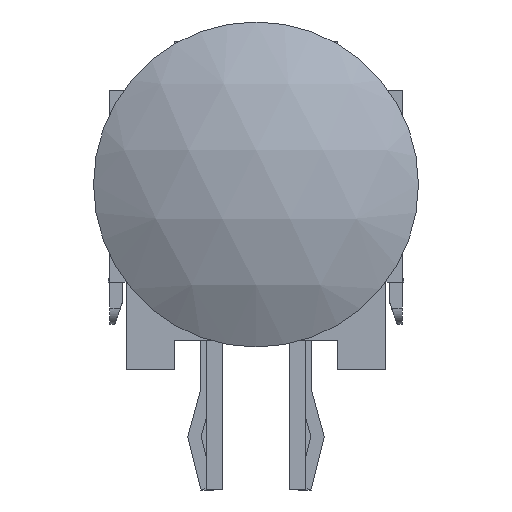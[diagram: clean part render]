
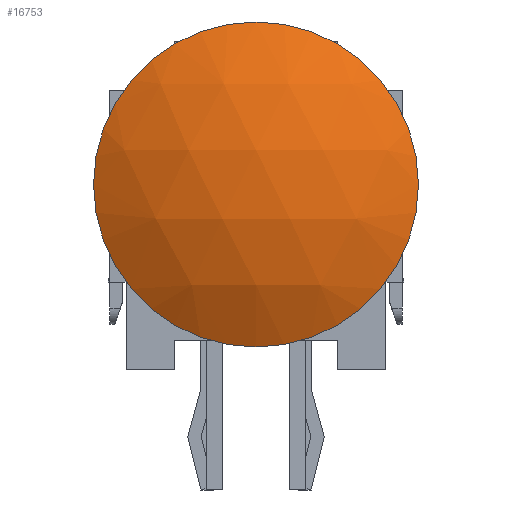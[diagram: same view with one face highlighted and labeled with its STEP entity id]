
A CAD part, left-side view. The second image highlights one B-rep face of the part: STEP entity #16753.
In plain terms, the highlighted spherical face has radius 9.629 mm.
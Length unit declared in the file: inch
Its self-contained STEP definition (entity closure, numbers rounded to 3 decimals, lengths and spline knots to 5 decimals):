
#16733=CARTESIAN_POINT('',(-0.72244,0.19685,0.11813));
#16734=VERTEX_POINT('',#16733);
#16735=CARTESIAN_POINT('',(-0.72244,0.,0.11813));
#16736=DIRECTION('',(1.0,0.0,0.0));
#16737=DIRECTION('',(0.0,1.0,0.0));
#16738=AXIS2_PLACEMENT_3D('',#16735,#16736,#16737);
#16739=CIRCLE('',#16738,0.19685);
#16740=EDGE_CURVE('',#16734,#16734,#16739,.T.);
#16745=CARTESIAN_POINT('',(-0.39848,0.,0.11813));
#16746=DIRECTION('',(0.0,0.0,1.0));
#16747=DIRECTION('',(1.0,0.0,0.0));
#16748=AXIS2_PLACEMENT_3D('',#16745,#16746,#16747);
#16749=SPHERICAL_SURFACE('',#16748,0.37908);
#16750=ORIENTED_EDGE('',*,*,#16740,.F.);
#16751=EDGE_LOOP('',(#16750));
#16752=FACE_OUTER_BOUND('',#16751,.T.);
#16753=ADVANCED_FACE('',(#16752),#16749,.T.);
